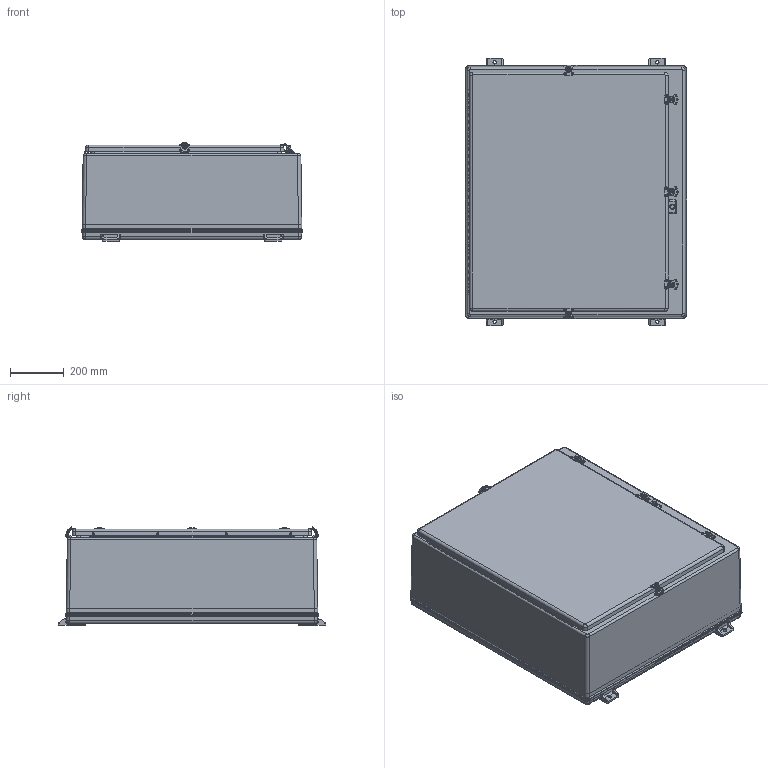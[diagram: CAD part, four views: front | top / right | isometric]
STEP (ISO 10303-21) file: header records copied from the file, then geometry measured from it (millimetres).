
FILE_DESCRIPTION (( 'STEP AP214' ), '1' );
FILE_NAME ('T363012HWTL.STEP', '2018-11-08T14:20:39', ( '' ), ( '' ), 'SwSTEP 2.0', 'SolidWorks 2018', '' );
FILE_SCHEMA (( 'AUTOMOTIVE_DESIGN' ));
Length unit declared in the file: inch
Products named in the file (1): T363012HWTL
Bounding box: 825.5 x 998.54 x 365.67 mm (x, y, z)
Volume: 15188701.7 mm3; surface area: 6036875.8 mm2
Topology: 63 solids, 63 shells, 1821 faces, 4485 edges, 2760 vertices
Faces by surface type: cylinder 736, plane 693, bspline 316, torus 44, cone 32
Full cylindrical faces by diameter (mm): 1.587 x16, 1.588 x4, 1.651 x8, 3.175 x61, 3.302 x54, 3.429 x10, 3.5 x10, 3.556 x20, 3.969 x10, 4.762 x9, 4.763 x1, 5.08 x10, 5.105 x1, 5.11 x1, 6.35 x1, 7.544 x8, 8.64 x2, 10.312 x1, 11 x2, 12.954 x2, 12.959 x2, 14.3 x4
Entity records: 91015 total; most frequent: CARTESIAN_POINT 26253, ORIENTED_EDGE 8112, DIRECTION 7940, EDGE_CURVE 4056, AXIS2_PLACEMENT_3D 2972, VERTEX_POINT 2707, EDGE_LOOP 2535, FACE_OUTER_BOUND 2123
